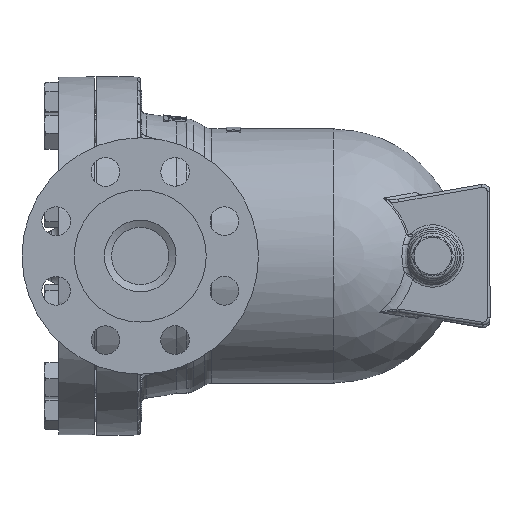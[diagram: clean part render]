
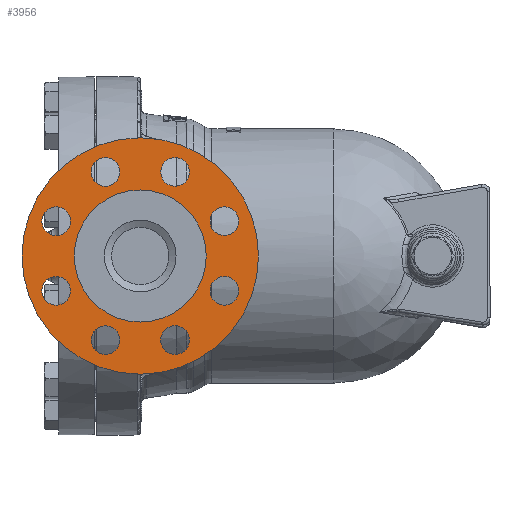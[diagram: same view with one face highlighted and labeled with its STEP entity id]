
A CAD part, left-side view. The second image highlights one B-rep face of the part: STEP entity #3956.
In plain terms, the highlighted planar face has unit normal (-1, 0, 0).
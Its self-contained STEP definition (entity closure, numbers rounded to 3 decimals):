
#3668=CARTESIAN_POINT('',(-198.9,50.5,0.0));
#3669=VERTEX_POINT('',#3668);
#3670=CARTESIAN_POINT('',(-198.9,-32.,0.0));
#3671=DIRECTION('',(1.0,0.0,0.0));
#3672=DIRECTION('',(0.0,1.0,0.0));
#3673=AXIS2_PLACEMENT_3D('',#3670,#3671,#3672);
#3674=CIRCLE('',#3673,82.5);
#3675=EDGE_CURVE('',#3669,#3669,#3674,.T.);
#3688=CARTESIAN_POINT('',(-198.9,-0.629,-51.595));
#3689=VERTEX_POINT('',#3688);
#3690=CARTESIAN_POINT('',(-198.9,-7.7,-58.666));
#3691=DIRECTION('',(1.0,0.,0.));
#3692=DIRECTION('',(0.,-0.707,-0.707));
#3693=AXIS2_PLACEMENT_3D('',#3690,#3691,#3692);
#3694=CIRCLE('',#3693,10.0);
#3695=EDGE_CURVE('',#3689,#3689,#3694,.T.);
#3708=CARTESIAN_POINT('',(-198.9,-46.3,-58.666));
#3709=VERTEX_POINT('',#3708);
#3710=CARTESIAN_POINT('',(-198.9,-56.3,-58.666));
#3711=DIRECTION('',(1.0,0.0,0.0));
#3712=DIRECTION('',(0.0,-1.0,0.0));
#3713=AXIS2_PLACEMENT_3D('',#3710,#3711,#3712);
#3714=CIRCLE('',#3713,10.0);
#3715=EDGE_CURVE('',#3709,#3709,#3714,.T.);
#3728=CARTESIAN_POINT('',(-198.9,-83.595,-31.371));
#3729=VERTEX_POINT('',#3728);
#3730=CARTESIAN_POINT('',(-198.9,-90.666,-24.3));
#3731=DIRECTION('',(1.0,0.,0.));
#3732=DIRECTION('',(0.,-0.707,0.707));
#3733=AXIS2_PLACEMENT_3D('',#3730,#3731,#3732);
#3734=CIRCLE('',#3733,10.0);
#3735=EDGE_CURVE('',#3729,#3729,#3734,.T.);
#3748=CARTESIAN_POINT('',(-198.9,-90.666,14.3));
#3749=VERTEX_POINT('',#3748);
#3750=CARTESIAN_POINT('',(-198.9,-90.666,24.3));
#3751=DIRECTION('',(1.0,0.0,0.0));
#3752=DIRECTION('',(0.0,0.0,1.0));
#3753=AXIS2_PLACEMENT_3D('',#3750,#3751,#3752);
#3754=CIRCLE('',#3753,10.0);
#3755=EDGE_CURVE('',#3749,#3749,#3754,.T.);
#3768=CARTESIAN_POINT('',(-198.9,-63.371,51.595));
#3769=VERTEX_POINT('',#3768);
#3770=CARTESIAN_POINT('',(-198.9,-56.3,58.666));
#3771=DIRECTION('',(1.0,0.,0.));
#3772=DIRECTION('',(0.,0.707,0.707));
#3773=AXIS2_PLACEMENT_3D('',#3770,#3771,#3772);
#3774=CIRCLE('',#3773,10.0);
#3775=EDGE_CURVE('',#3769,#3769,#3774,.T.);
#3788=CARTESIAN_POINT('',(-198.9,-17.7,58.666));
#3789=VERTEX_POINT('',#3788);
#3790=CARTESIAN_POINT('',(-198.9,-7.7,58.666));
#3791=DIRECTION('',(1.0,0.0,0.0));
#3792=DIRECTION('',(0.0,1.0,0.0));
#3793=AXIS2_PLACEMENT_3D('',#3790,#3791,#3792);
#3794=CIRCLE('',#3793,10.0);
#3795=EDGE_CURVE('',#3789,#3789,#3794,.T.);
#3808=CARTESIAN_POINT('',(-198.9,19.595,31.371));
#3809=VERTEX_POINT('',#3808);
#3810=CARTESIAN_POINT('',(-198.9,26.666,24.3));
#3811=DIRECTION('',(1.0,0.,0.));
#3812=DIRECTION('',(0.,0.707,-0.707));
#3813=AXIS2_PLACEMENT_3D('',#3810,#3811,#3812);
#3814=CIRCLE('',#3813,10.0);
#3815=EDGE_CURVE('',#3809,#3809,#3814,.T.);
#3828=CARTESIAN_POINT('',(-198.9,26.666,-14.3));
#3829=VERTEX_POINT('',#3828);
#3830=CARTESIAN_POINT('',(-198.9,26.666,-24.3));
#3831=DIRECTION('',(1.0,0.0,0.0));
#3832=DIRECTION('',(0.0,0.0,-1.0));
#3833=AXIS2_PLACEMENT_3D('',#3830,#3831,#3832);
#3834=CIRCLE('',#3833,10.0);
#3835=EDGE_CURVE('',#3829,#3829,#3834,.T.);
#3913=CARTESIAN_POINT('',(-198.9,32.275,0.0));
#3914=DIRECTION('',(1.0,0.0,0.0));
#3915=DIRECTION('',(0.0,0.0,-1.0));
#3916=AXIS2_PLACEMENT_3D('',#3913,#3914,#3915);
#3917=PLANE('',#3916);
#3918=ORIENTED_EDGE('',*,*,#3675,.F.);
#3919=EDGE_LOOP('',(#3918));
#3920=FACE_OUTER_BOUND('',#3919,.T.);
#3921=ORIENTED_EDGE('',*,*,#3695,.T.);
#3922=EDGE_LOOP('',(#3921));
#3923=FACE_BOUND('',#3922,.T.);
#3924=ORIENTED_EDGE('',*,*,#3715,.T.);
#3925=EDGE_LOOP('',(#3924));
#3926=FACE_BOUND('',#3925,.T.);
#3927=ORIENTED_EDGE('',*,*,#3735,.T.);
#3928=EDGE_LOOP('',(#3927));
#3929=FACE_BOUND('',#3928,.T.);
#3930=ORIENTED_EDGE('',*,*,#3755,.T.);
#3931=EDGE_LOOP('',(#3930));
#3932=FACE_BOUND('',#3931,.T.);
#3933=ORIENTED_EDGE('',*,*,#3775,.T.);
#3934=EDGE_LOOP('',(#3933));
#3935=FACE_BOUND('',#3934,.T.);
#3936=ORIENTED_EDGE('',*,*,#3795,.T.);
#3937=EDGE_LOOP('',(#3936));
#3938=FACE_BOUND('',#3937,.T.);
#3939=ORIENTED_EDGE('',*,*,#3815,.T.);
#3940=EDGE_LOOP('',(#3939));
#3941=FACE_BOUND('',#3940,.T.);
#3942=ORIENTED_EDGE('',*,*,#3835,.T.);
#3943=EDGE_LOOP('',(#3942));
#3944=FACE_BOUND('',#3943,.T.);
#3945=CARTESIAN_POINT('',(-198.9,14.05,0.0));
#3946=VERTEX_POINT('',#3945);
#3947=CARTESIAN_POINT('',(-198.9,-32.,0.0));
#3948=DIRECTION('',(1.0,0.0,0.0));
#3949=DIRECTION('',(0.0,1.0,0.0));
#3950=AXIS2_PLACEMENT_3D('',#3947,#3948,#3949);
#3951=CIRCLE('',#3950,46.05);
#3952=EDGE_CURVE('',#3946,#3946,#3951,.T.);
#3953=ORIENTED_EDGE('',*,*,#3952,.T.);
#3954=EDGE_LOOP('',(#3953));
#3955=FACE_BOUND('',#3954,.T.);
#3956=ADVANCED_FACE('',(#3920,#3923,#3926,#3929,#3932,#3935,#3938,#3941,#3944,#3955),#3917,.F.);
